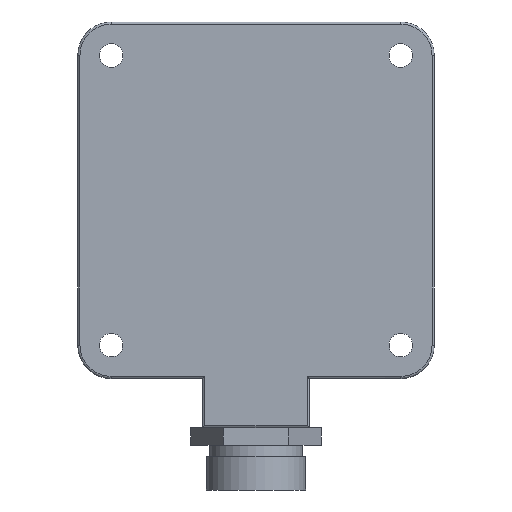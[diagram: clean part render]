
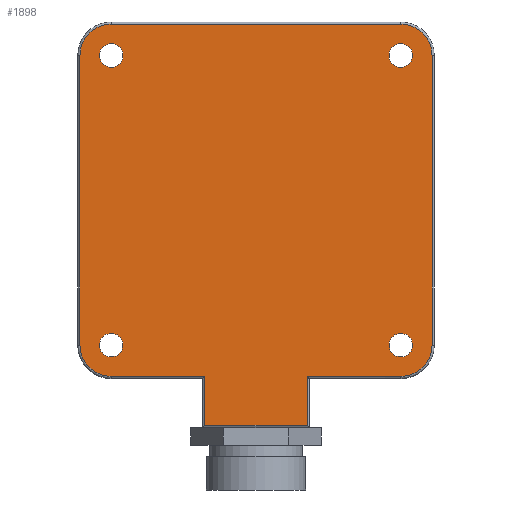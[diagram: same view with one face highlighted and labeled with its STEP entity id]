
A CAD part, front view. The second image highlights one B-rep face of the part: STEP entity #1898.
In plain terms, the highlighted planar face has unit normal (0, -1, 0).
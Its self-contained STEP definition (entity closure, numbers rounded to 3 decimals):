
#445=CARTESIAN_POINT('',(-32.5,-36.,-32.5));
#446=DIRECTION('',(0.,1.,0.));
#447=DIRECTION('',(0.,0.,-1.));
#448=AXIS2_PLACEMENT_3D('',#445,#446,#447);
#453=CARTESIAN_POINT('',(-32.5,-36.,32.5));
#454=DIRECTION('',(0.,1.,0.));
#455=DIRECTION('',(-1.,0.,0.));
#456=AXIS2_PLACEMENT_3D('',#453,#454,#455);
#461=CARTESIAN_POINT('',(32.5,-36.,32.5));
#462=DIRECTION('',(0.,1.,0.));
#463=DIRECTION('',(0.,0.,1.));
#464=AXIS2_PLACEMENT_3D('',#461,#462,#463);
#469=CARTESIAN_POINT('',(32.5,-36.,-32.5));
#470=DIRECTION('',(0.,1.,0.));
#471=DIRECTION('',(1.,0.,0.));
#472=AXIS2_PLACEMENT_3D('',#469,#470,#471);
#477=CARTESIAN_POINT('',(32.5,-36.,32.5));
#478=DIRECTION('',(0.,-1.,0.));
#479=DIRECTION('',(-1.,0.,0.));
#480=AXIS2_PLACEMENT_3D('',#477,#478,#479);
#485=CARTESIAN_POINT('',(32.5,-36.,32.5));
#486=DIRECTION('',(0.,-1.,0.));
#487=DIRECTION('',(1.,0.,0.));
#488=AXIS2_PLACEMENT_3D('',#485,#486,#487);
#493=CARTESIAN_POINT('',(32.5,-36.,-32.5));
#494=DIRECTION('',(0.,-1.,0.));
#495=DIRECTION('',(0.,0.,1.));
#496=AXIS2_PLACEMENT_3D('',#493,#494,#495);
#501=CARTESIAN_POINT('',(32.5,-36.,-32.5));
#502=DIRECTION('',(0.,-1.,0.));
#503=DIRECTION('',(0.,0.,-1.));
#504=AXIS2_PLACEMENT_3D('',#501,#502,#503);
#509=CARTESIAN_POINT('',(-32.5,-36.,-32.5));
#510=DIRECTION('',(0.,-1.,0.));
#511=DIRECTION('',(1.,0.,0.));
#512=AXIS2_PLACEMENT_3D('',#509,#510,#511);
#517=CARTESIAN_POINT('',(-32.5,-36.,-32.5));
#518=DIRECTION('',(0.,-1.,0.));
#519=DIRECTION('',(-1.,0.,0.));
#520=AXIS2_PLACEMENT_3D('',#517,#518,#519);
#525=CARTESIAN_POINT('',(-32.5,-36.,32.5));
#526=DIRECTION('',(0.,-1.,0.));
#527=DIRECTION('',(0.,0.,-1.));
#528=AXIS2_PLACEMENT_3D('',#525,#526,#527);
#533=CARTESIAN_POINT('',(-32.5,-36.,32.5));
#534=DIRECTION('',(0.,-1.,0.));
#535=DIRECTION('',(0.,0.,1.));
#536=AXIS2_PLACEMENT_3D('',#533,#534,#535);
#560=DIRECTION('',(0.,0.,-1.));
#561=VECTOR('',#560,11.);
#562=CARTESIAN_POINT('',(-11.5,-36.,-39.5));
#563=LINE('',#562,#561);
#670=DIRECTION('',(1.,0.,0.));
#671=VECTOR('',#670,23.);
#672=CARTESIAN_POINT('',(-11.5,-36.,-50.5));
#673=LINE('',#672,#671);
#696=DIRECTION('',(0.,0.,1.));
#697=VECTOR('',#696,11.);
#698=CARTESIAN_POINT('',(11.5,-36.,-50.5));
#699=LINE('',#698,#697);
#722=DIRECTION('',(1.,0.,0.));
#723=VECTOR('',#722,21.);
#724=CARTESIAN_POINT('',(11.5,-36.,-39.5));
#725=LINE('',#724,#723);
#760=DIRECTION('',(0.,0.,1.));
#761=VECTOR('',#760,65.);
#762=CARTESIAN_POINT('',(39.5,-36.,-32.5));
#763=LINE('',#762,#761);
#979=DIRECTION('',(1.,0.,0.));
#980=VECTOR('',#979,21.);
#981=CARTESIAN_POINT('',(-32.5,-36.,-39.5));
#982=LINE('',#981,#980);
#1010=DIRECTION('',(0.,0.,-1.));
#1011=VECTOR('',#1010,65.);
#1012=CARTESIAN_POINT('',(-39.5,-36.,32.5));
#1013=LINE('',#1012,#1011);
#1048=DIRECTION('',(-1.,0.,0.));
#1049=VECTOR('',#1048,65.);
#1050=CARTESIAN_POINT('',(32.5,-36.,39.5));
#1051=LINE('',#1050,#1049);
#1365=CARTESIAN_POINT('',(29.85,-36.,32.5));
#1366=CARTESIAN_POINT('',(35.15,-36.,32.5));
#1367=VERTEX_POINT('',#1365);
#1368=VERTEX_POINT('',#1366);
#1369=CARTESIAN_POINT('',(-11.5,-36.,-39.5));
#1370=CARTESIAN_POINT('',(-11.5,-36.,-50.5));
#1371=VERTEX_POINT('',#1369);
#1372=VERTEX_POINT('',#1370);
#1373=CARTESIAN_POINT('',(-32.5,-36.,-39.5));
#1374=VERTEX_POINT('',#1373);
#1375=CARTESIAN_POINT('',(-39.5,-36.,-32.5));
#1376=VERTEX_POINT('',#1375);
#1377=CARTESIAN_POINT('',(-39.5,-36.,32.5));
#1378=VERTEX_POINT('',#1377);
#1379=CARTESIAN_POINT('',(-32.5,-36.,39.5));
#1380=VERTEX_POINT('',#1379);
#1381=CARTESIAN_POINT('',(32.5,-36.,39.5));
#1382=VERTEX_POINT('',#1381);
#1383=CARTESIAN_POINT('',(39.5,-36.,32.5));
#1384=VERTEX_POINT('',#1383);
#1385=CARTESIAN_POINT('',(39.5,-36.,-32.5));
#1386=VERTEX_POINT('',#1385);
#1387=CARTESIAN_POINT('',(32.5,-36.,-39.5));
#1388=VERTEX_POINT('',#1387);
#1389=CARTESIAN_POINT('',(11.5,-36.,-39.5));
#1390=VERTEX_POINT('',#1389);
#1391=CARTESIAN_POINT('',(11.5,-36.,-50.5));
#1392=VERTEX_POINT('',#1391);
#1393=CARTESIAN_POINT('',(32.5,-36.,-29.85));
#1394=CARTESIAN_POINT('',(32.5,-36.,-35.15));
#1395=VERTEX_POINT('',#1393);
#1396=VERTEX_POINT('',#1394);
#1397=CARTESIAN_POINT('',(-29.85,-36.,-32.5));
#1398=CARTESIAN_POINT('',(-35.15,-36.,-32.5));
#1399=VERTEX_POINT('',#1397);
#1400=VERTEX_POINT('',#1398);
#1401=CARTESIAN_POINT('',(-32.5,-36.,29.85));
#1402=CARTESIAN_POINT('',(-32.5,-36.,35.15));
#1403=VERTEX_POINT('',#1401);
#1404=VERTEX_POINT('',#1402);
#1844=CARTESIAN_POINT('',(0.,-36.,0.));
#1845=DIRECTION('',(0.,-1.,0.));
#1846=DIRECTION('',(-1.,0.,0.));
#1847=AXIS2_PLACEMENT_3D('',#1844,#1845,#1846);
#1848=PLANE('',#1847);
#1850=ORIENTED_EDGE('',*,*,#1849,.F.);
#1852=ORIENTED_EDGE('',*,*,#1851,.F.);
#1854=ORIENTED_EDGE('',*,*,#1853,.T.);
#1856=ORIENTED_EDGE('',*,*,#1855,.F.);
#1858=ORIENTED_EDGE('',*,*,#1857,.T.);
#1860=ORIENTED_EDGE('',*,*,#1859,.F.);
#1861=ORIENTED_EDGE('',*,*,#1834,.T.);
#1863=ORIENTED_EDGE('',*,*,#1862,.F.);
#1865=ORIENTED_EDGE('',*,*,#1864,.T.);
#1867=ORIENTED_EDGE('',*,*,#1866,.F.);
#1869=ORIENTED_EDGE('',*,*,#1868,.F.);
#1871=ORIENTED_EDGE('',*,*,#1870,.F.);
#1872=EDGE_LOOP('',(#1850,#1852,#1854,#1856,#1858,#1860,#1861,#1863,#1865,#1867,
#1869,#1871));
#1873=FACE_OUTER_BOUND('',#1872,.F.);
#1875=ORIENTED_EDGE('',*,*,#1874,.T.);
#1877=ORIENTED_EDGE('',*,*,#1876,.T.);
#1878=EDGE_LOOP('',(#1875,#1877));
#1879=FACE_BOUND('',#1878,.F.);
#1881=ORIENTED_EDGE('',*,*,#1880,.T.);
#1883=ORIENTED_EDGE('',*,*,#1882,.T.);
#1884=EDGE_LOOP('',(#1881,#1883));
#1885=FACE_BOUND('',#1884,.F.);
#1887=ORIENTED_EDGE('',*,*,#1886,.T.);
#1889=ORIENTED_EDGE('',*,*,#1888,.T.);
#1890=EDGE_LOOP('',(#1887,#1889));
#1891=FACE_BOUND('',#1890,.F.);
#1893=ORIENTED_EDGE('',*,*,#1892,.T.);
#1895=ORIENTED_EDGE('',*,*,#1894,.T.);
#1896=EDGE_LOOP('',(#1893,#1895));
#1897=FACE_BOUND('',#1896,.F.);
#1898=ADVANCED_FACE('',(#1873,#1879,#1885,#1891,#1897),#1848,.T.);
#449=CIRCLE('',#448,7.);
#457=CIRCLE('',#456,7.);
#465=CIRCLE('',#464,7.);
#473=CIRCLE('',#472,7.);
#481=CIRCLE('',#480,2.65);
#489=CIRCLE('',#488,2.65);
#497=CIRCLE('',#496,2.65);
#505=CIRCLE('',#504,2.65);
#513=CIRCLE('',#512,2.65);
#521=CIRCLE('',#520,2.65);
#529=CIRCLE('',#528,2.65);
#537=CIRCLE('',#536,2.65);
#1834=EDGE_CURVE('',#1382,#1384,#465,.T.);
#1849=EDGE_CURVE('',#1371,#1372,#563,.T.);
#1851=EDGE_CURVE('',#1374,#1371,#982,.T.);
#1853=EDGE_CURVE('',#1374,#1376,#449,.T.);
#1855=EDGE_CURVE('',#1378,#1376,#1013,.T.);
#1857=EDGE_CURVE('',#1378,#1380,#457,.T.);
#1859=EDGE_CURVE('',#1382,#1380,#1051,.T.);
#1862=EDGE_CURVE('',#1386,#1384,#763,.T.);
#1864=EDGE_CURVE('',#1386,#1388,#473,.T.);
#1866=EDGE_CURVE('',#1390,#1388,#725,.T.);
#1868=EDGE_CURVE('',#1392,#1390,#699,.T.);
#1870=EDGE_CURVE('',#1372,#1392,#673,.T.);
#1874=EDGE_CURVE('',#1367,#1368,#481,.T.);
#1876=EDGE_CURVE('',#1368,#1367,#489,.T.);
#1880=EDGE_CURVE('',#1395,#1396,#497,.T.);
#1882=EDGE_CURVE('',#1396,#1395,#505,.T.);
#1886=EDGE_CURVE('',#1399,#1400,#513,.T.);
#1888=EDGE_CURVE('',#1400,#1399,#521,.T.);
#1892=EDGE_CURVE('',#1403,#1404,#529,.T.);
#1894=EDGE_CURVE('',#1404,#1403,#537,.T.);
